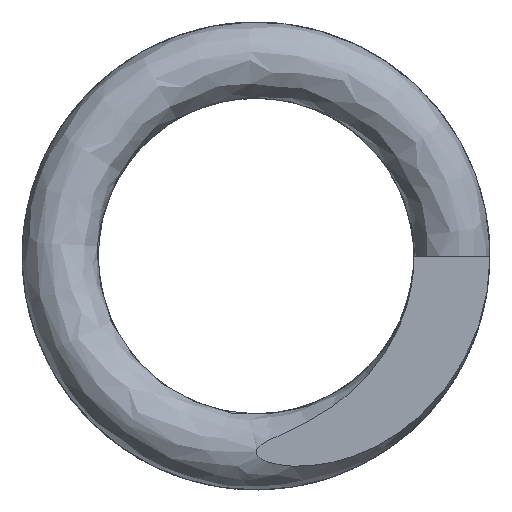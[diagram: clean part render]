
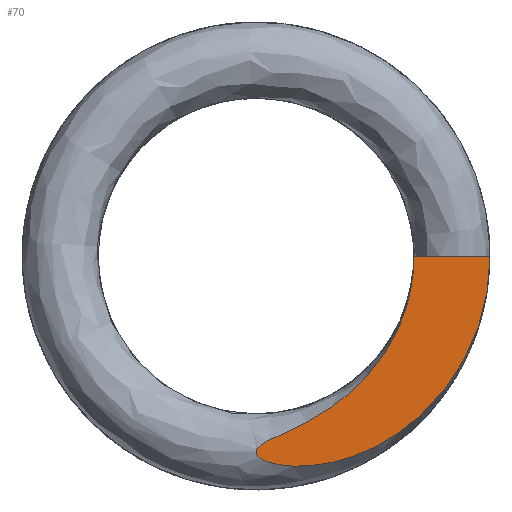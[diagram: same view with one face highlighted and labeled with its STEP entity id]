
A CAD part, front view. The second image highlights one B-rep face of the part: STEP entity #70.
In plain terms, the highlighted planar face has unit normal (0, -1, 0).
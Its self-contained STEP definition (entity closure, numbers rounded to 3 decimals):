
#24=FACE_OUTER_BOUND('',#29,.T.);
#29=EDGE_LOOP('',(#54,#55));
#33=LINE('',#198,#35);
#35=VECTOR('',#108,10.);
#37=B_SPLINE_CURVE_WITH_KNOTS('',3,(#162,#163,#164,#165,#166,#167,#168,
#169,#170,#171,#172,#173,#174,#175,#176,#177,#178,#179,#180,#181,#182,#183,
#184,#185,#186,#187,#188,#189,#190,#191,#192,#193,#194,#195,#196,#197),
 .UNSPECIFIED.,.F.,.F.,(4,2,2,2,2,2,2,2,2,2,2,2,2,2,2,2,2,4),(-1.675,
-1.517,-1.365,-1.155,-0.951,
-0.775,-0.68,-0.638,-0.618,
-0.605,-0.592,-0.576,-0.55,
-0.496,-0.353,-0.222,-0.112,
0.),.UNSPECIFIED.);
#41=VERTEX_POINT('',#160);
#42=VERTEX_POINT('',#161);
#46=EDGE_CURVE('',#41,#42,#37,.T.);
#47=EDGE_CURVE('',#42,#41,#33,.T.);
#54=ORIENTED_EDGE('',*,*,#46,.F.);
#55=ORIENTED_EDGE('',*,*,#47,.F.);
#66=PLANE('',#91);
#70=ADVANCED_FACE('',(#24),#66,.F.);
#91=AXIS2_PLACEMENT_3D('',#159,#106,#107);
#106=DIRECTION('center_axis',(0.,1.,0.));
#107=DIRECTION('ref_axis',(1.,0.,0.));
#108=DIRECTION('',(1.,0.,0.));
#159=CARTESIAN_POINT('Origin',(-6.,0.,
0.));
#160=CARTESIAN_POINT('',(3.85,0.,0.));
#161=CARTESIAN_POINT('',(2.6,0.,0.));
#162=CARTESIAN_POINT('Ctrl Pts',(3.85,0.,0.));
#163=CARTESIAN_POINT('Ctrl Pts',(3.85,0.,-0.344));
#164=CARTESIAN_POINT('Ctrl Pts',(3.801,0.,
-0.686));
#165=CARTESIAN_POINT('Ctrl Pts',(3.611,0.,
-1.334));
#166=CARTESIAN_POINT('Ctrl Pts',(3.473,0.,
-1.639));
#167=CARTESIAN_POINT('Ctrl Pts',(3.052,0.,
-2.305));
#168=CARTESIAN_POINT('Ctrl Pts',(2.735,0.,
-2.64));
#169=CARTESIAN_POINT('Ctrl Pts',(2.001,0.,
-3.153));
#170=CARTESIAN_POINT('Ctrl Pts',(1.615,0.,
-3.317));
#171=CARTESIAN_POINT('Ctrl Pts',(0.922,0.,
-3.469));
#172=CARTESIAN_POINT('Ctrl Pts',(0.638,0.,
-3.472));
#173=CARTESIAN_POINT('Ctrl Pts',(0.304,0.,
-3.424));
#174=CARTESIAN_POINT('Ctrl Pts',(0.207,0.,-3.396));
#175=CARTESIAN_POINT('Ctrl Pts',(0.104,0.,-3.348));
#176=CARTESIAN_POINT('Ctrl Pts',(0.071,0.,
-3.329));
#177=CARTESIAN_POINT('Ctrl Pts',(0.033,0.,
-3.296));
#178=CARTESIAN_POINT('Ctrl Pts',(0.021,0.,
-3.283));
#179=CARTESIAN_POINT('Ctrl Pts',(0.007,0.,
-3.26));
#180=CARTESIAN_POINT('Ctrl Pts',(0.003,0.,
-3.249));
#181=CARTESIAN_POINT('Ctrl Pts',(-0.001,0.,
-3.228));
#182=CARTESIAN_POINT('Ctrl Pts',(0.,0.,
-3.218));
#183=CARTESIAN_POINT('Ctrl Pts',(0.005,0.,
-3.194));
#184=CARTESIAN_POINT('Ctrl Pts',(0.011,0.,-3.182));
#185=CARTESIAN_POINT('Ctrl Pts',(0.03,0.,-3.154));
#186=CARTESIAN_POINT('Ctrl Pts',(0.047,0.,
-3.138));
#187=CARTESIAN_POINT('Ctrl Pts',(0.105,0.,
-3.091));
#188=CARTESIAN_POINT('Ctrl Pts',(0.16,0.,
-3.06));
#189=CARTESIAN_POINT('Ctrl Pts',(0.397,0.,
-2.941));
#190=CARTESIAN_POINT('Ctrl Pts',(0.646,0.,
-2.842));
#191=CARTESIAN_POINT('Ctrl Pts',(1.185,0.,
-2.541));
#192=CARTESIAN_POINT('Ctrl Pts',(1.505,0.,
-2.328));
#193=CARTESIAN_POINT('Ctrl Pts',(2.052,0.,
-1.736));
#194=CARTESIAN_POINT('Ctrl Pts',(2.251,0.,
-1.425));
#195=CARTESIAN_POINT('Ctrl Pts',(2.528,0.,
-0.739));
#196=CARTESIAN_POINT('Ctrl Pts',(2.6,0.,-0.372));
#197=CARTESIAN_POINT('Ctrl Pts',(2.6,0.,0.));
#198=CARTESIAN_POINT('',(-1.388,0.,0.));
